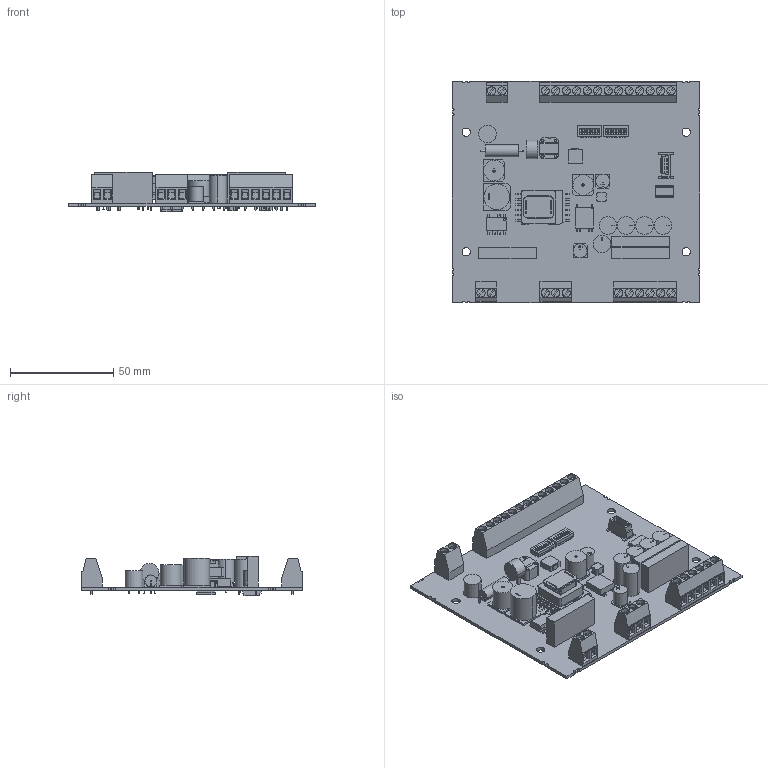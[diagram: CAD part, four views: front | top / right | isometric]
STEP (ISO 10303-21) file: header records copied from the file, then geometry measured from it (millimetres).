
FILE_DESCRIPTION(('Creo Elements/Direct Modeling STEP Export'),'2;1');
FILE_NAME('model.stp','2019-11-12T13:00:05',(''),(''),'Creo Elements/Direct Modeling STEP processor for AP214 (Solid Model)','Creo Elements/Direct Modeling 20.1A 29-Sep-2018 (C) Parametric Technology GmbH','');
FILE_SCHEMA(('AUTOMOTIVE_DESIGN { 1 0 10303 214 1 1 1 1 }'));
Products named in the file (2): EV_CC_AC1_M3_CBC_SER_PCB_...-select
Assembly tree (1 placements, depth 2):
  EV_CC_AC1_M3_CBC_SER_PCB_...-select
    EV_CC_AC1_M3_CBC_SER_PCB_...-select
Bounding box: 120 x 107.5 x 19.2 mm (x, y, z)
Volume: 53500 mm3; surface area: 43048.2 mm2
Topology: 1 solids, 1 shells, 1943 faces, 5026 edges, 3290 vertices
Faces by surface type: plane 1753, cylinder 190
Entity records: 72089 total; most frequent: CARTESIAN_POINT 10317, ORIENTED_EDGE 10052, DIRECTION 8528, EDGE_CURVE 5026, VECTOR 4412, LINE 4412, VERTEX_POINT 3290, EDGE_LOOP 2198
